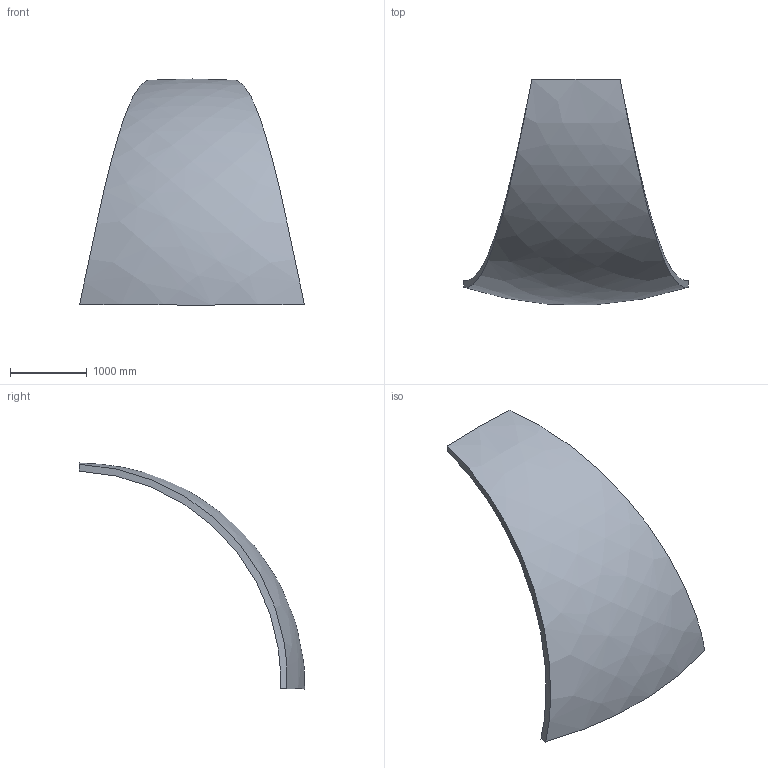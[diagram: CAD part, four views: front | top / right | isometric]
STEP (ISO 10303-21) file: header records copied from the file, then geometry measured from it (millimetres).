
FILE_DESCRIPTION(('FreeCAD Model'),'2;1');
FILE_NAME('Gebogen.step','2023-11-13T18:51:57',(''),(''), 'Open CASCADE STEP processor 6.8','FreeCAD','Unknown');
FILE_SCHEMA(('AUTOMOTIVE_DESIGN_CC2 { 1 2 10303 214 -1 1 5 4 }'));
Length unit declared in the file: millimetre
Products named in the file (2): ASSEMBLY; Sweep
Assembly tree (1 placements, depth 2):
  ASSEMBLY
    Sweep
Bounding box: 2937.58 x 2940.32 x 2952.76 mm (x, y, z)
Volume: 825244063.6 mm3; surface area: 19741137.8 mm2
Topology: 1 solids, 1 shells, 6 faces, 12 edges, 8 vertices
Faces by surface type: bspline 4, plane 2
Entity records: 775 total; most frequent: CARTESIAN_POINT 536, ORIENTED_EDGE 24, B_SPLINE_CURVE_WITH_KNOTS 24, PCURVE 24, DEFINITIONAL_REPRESENTATION 24, DIRECTION 20, EDGE_CURVE 12, SURFACE_CURVE 12
